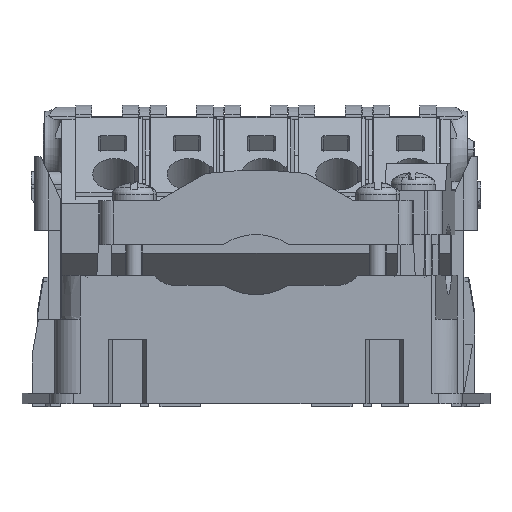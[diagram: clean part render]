
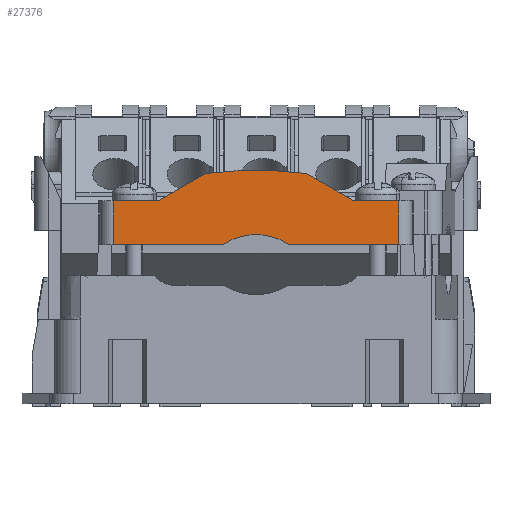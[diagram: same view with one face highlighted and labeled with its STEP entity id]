
A CAD part, front view. The second image highlights one B-rep face of the part: STEP entity #27376.
In plain terms, the highlighted planar face has unit normal (0, -1, 0).
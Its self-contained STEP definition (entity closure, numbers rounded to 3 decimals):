
#26418=AXIS2_PLACEMENT_3D('Circle Axis2P3D',#26416,#26417,$) ;
#26496=AXIS2_PLACEMENT_3D('Circle Axis2P3D',#26494,#26495,$) ;
#26534=AXIS2_PLACEMENT_3D('Circle Axis2P3D',#26532,#26533,$) ;
#26558=AXIS2_PLACEMENT_3D('Circle Axis2P3D',#26556,#26557,$) ;
#27331=AXIS2_PLACEMENT_3D('Plane Axis2P3D',#27328,#27329,#27330) ;
#26380=CARTESIAN_POINT('Vertex',(20.127,0.,30.5)) ;
#26385=CARTESIAN_POINT('Line Origine',(23.616,0.,32.515)) ;
#26389=CARTESIAN_POINT('Vertex',(27.106,0.,34.529)) ;
#26416=CARTESIAN_POINT('Axis2P3D Location',(34.606,0.,-25.)) ;
#26420=CARTESIAN_POINT('Vertex',(42.106,0.,34.529)) ;
#26447=CARTESIAN_POINT('Line Origine',(45.595,0.,32.515)) ;
#26451=CARTESIAN_POINT('Vertex',(49.085,0.,30.5)) ;
#26491=CARTESIAN_POINT('Vertex',(39.581,0.,24.)) ;
#26494=CARTESIAN_POINT('Axis2P3D Location',(39.581,0.,24.25)) ;
#26498=CARTESIAN_POINT('Vertex',(39.442,0.,24.042)) ;
#26522=CARTESIAN_POINT('Vertex',(29.769,0.,24.042)) ;
#26532=CARTESIAN_POINT('Axis2P3D Location',(34.606,0.,16.75)) ;
#26556=CARTESIAN_POINT('Axis2P3D Location',(29.631,0.,24.25)) ;
#26560=CARTESIAN_POINT('Vertex',(29.631,0.,24.)) ;
#27094=CARTESIAN_POINT('Vertex',(13.506,0.,30.5)) ;
#27101=CARTESIAN_POINT('Vertex',(13.506,0.,24.)) ;
#27104=CARTESIAN_POINT('Line Origine',(13.506,0.,29.5)) ;
#27328=CARTESIAN_POINT('Axis2P3D Location',(34.606,0.,31.)) ;
#27333=CARTESIAN_POINT('Line Origine',(55.706,0.,27.25)) ;
#27337=CARTESIAN_POINT('Vertex',(55.706,0.,30.5)) ;
#27339=CARTESIAN_POINT('Vertex',(55.706,0.,24.)) ;
#27342=CARTESIAN_POINT('Line Origine',(52.395,0.,30.5)) ;
#27347=CARTESIAN_POINT('Line Origine',(16.816,0.,30.5)) ;
#27352=CARTESIAN_POINT('Line Origine',(21.568,0.,24.)) ;
#27357=CARTESIAN_POINT('Line Origine',(47.643,0.,24.)) ;
#26386=DIRECTION('Vector Direction',(0.866,0.,0.5)) ;
#26417=DIRECTION('Axis2P3D Direction',(0.,1.,0.)) ;
#26448=DIRECTION('Vector Direction',(0.866,0.,-0.5)) ;
#26495=DIRECTION('Axis2P3D Direction',(0.,1.,0.)) ;
#26533=DIRECTION('Axis2P3D Direction',(0.,1.,0.)) ;
#26557=DIRECTION('Axis2P3D Direction',(0.,1.,0.)) ;
#27105=DIRECTION('Vector Direction',(0.,0.,1.)) ;
#27329=DIRECTION('Axis2P3D Direction',(0.,1.,0.)) ;
#27330=DIRECTION('Axis2P3D XDirection',(-1.,0.,0.)) ;
#27334=DIRECTION('Vector Direction',(0.,0.,-1.)) ;
#27343=DIRECTION('Vector Direction',(1.,0.,0.)) ;
#27348=DIRECTION('Vector Direction',(1.,0.,0.)) ;
#27353=DIRECTION('Vector Direction',(-1.,0.,0.)) ;
#27358=DIRECTION('Vector Direction',(-1.,0.,0.)) ;
#26387=VECTOR('Line Direction',#26386,1.) ;
#26449=VECTOR('Line Direction',#26448,1.) ;
#27106=VECTOR('Line Direction',#27105,1.) ;
#27335=VECTOR('Line Direction',#27334,1.) ;
#27344=VECTOR('Line Direction',#27343,1.) ;
#27349=VECTOR('Line Direction',#27348,1.) ;
#27354=VECTOR('Line Direction',#27353,1.) ;
#27359=VECTOR('Line Direction',#27358,1.) ;
#27363=ORIENTED_EDGE('',*,*,#27341,.F.) ;
#27364=ORIENTED_EDGE('',*,*,#27346,.F.) ;
#27365=ORIENTED_EDGE('',*,*,#26453,.F.) ;
#27366=ORIENTED_EDGE('',*,*,#26422,.F.) ;
#27367=ORIENTED_EDGE('',*,*,#26391,.F.) ;
#27368=ORIENTED_EDGE('',*,*,#27351,.F.) ;
#27369=ORIENTED_EDGE('',*,*,#27108,.F.) ;
#27370=ORIENTED_EDGE('',*,*,#27356,.F.) ;
#27371=ORIENTED_EDGE('',*,*,#26562,.F.) ;
#27372=ORIENTED_EDGE('',*,*,#26536,.F.) ;
#27373=ORIENTED_EDGE('',*,*,#26500,.F.) ;
#27374=ORIENTED_EDGE('',*,*,#27361,.F.) ;
#27376=ADVANCED_FACE('ZE PTSC 3x25 PT6.1\\ZE PT6.1\\K\X2\00F6\X0\rper.2',(#27375),#27332,.F.) ;
#26419=CIRCLE('generated circle',#26418,60.) ;
#26497=CIRCLE('generated circle',#26496,0.25) ;
#26535=CIRCLE('generated circle',#26534,8.75) ;
#26559=CIRCLE('generated circle',#26558,0.25) ;
#26391=EDGE_CURVE('',#26381,#26390,#26388,.T.) ;
#26422=EDGE_CURVE('',#26390,#26421,#26419,.T.) ;
#26453=EDGE_CURVE('',#26421,#26452,#26450,.T.) ;
#26500=EDGE_CURVE('',#26492,#26499,#26497,.T.) ;
#26536=EDGE_CURVE('',#26499,#26523,#26535,.F.) ;
#26562=EDGE_CURVE('',#26523,#26561,#26559,.T.) ;
#27108=EDGE_CURVE('',#27102,#27095,#27107,.T.) ;
#27341=EDGE_CURVE('',#27338,#27340,#27336,.T.) ;
#27346=EDGE_CURVE('',#26452,#27338,#27345,.T.) ;
#27351=EDGE_CURVE('',#27095,#26381,#27350,.T.) ;
#27356=EDGE_CURVE('',#26561,#27102,#27355,.T.) ;
#27361=EDGE_CURVE('',#27340,#26492,#27360,.T.) ;
#27362=EDGE_LOOP('',(#27363,#27364,#27365,#27366,#27367,#27368,#27369,#27370,#27371,#27372,#27373,#27374)) ;
#27375=FACE_OUTER_BOUND('',#27362,.T.) ;
#26388=LINE('Line',#26385,#26387) ;
#26450=LINE('Line',#26447,#26449) ;
#27107=LINE('Line',#27104,#27106) ;
#27336=LINE('Line',#27333,#27335) ;
#27345=LINE('Line',#27342,#27344) ;
#27350=LINE('Line',#27347,#27349) ;
#27355=LINE('Line',#27352,#27354) ;
#27360=LINE('Line',#27357,#27359) ;
#27332=PLANE('',#27331) ;
#26381=VERTEX_POINT('',#26380) ;
#26390=VERTEX_POINT('',#26389) ;
#26421=VERTEX_POINT('',#26420) ;
#26452=VERTEX_POINT('',#26451) ;
#26492=VERTEX_POINT('',#26491) ;
#26499=VERTEX_POINT('',#26498) ;
#26523=VERTEX_POINT('',#26522) ;
#26561=VERTEX_POINT('',#26560) ;
#27095=VERTEX_POINT('',#27094) ;
#27102=VERTEX_POINT('',#27101) ;
#27338=VERTEX_POINT('',#27337) ;
#27340=VERTEX_POINT('',#27339) ;
